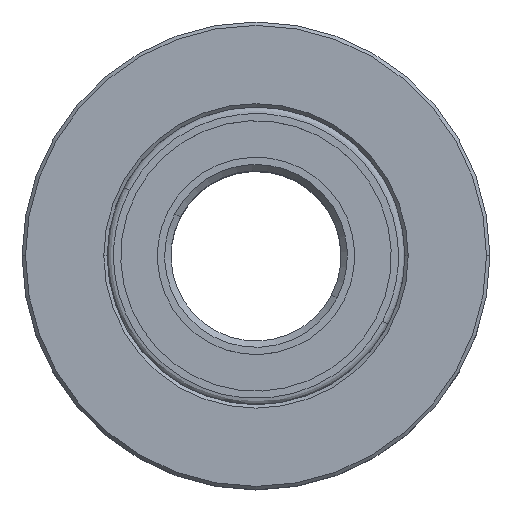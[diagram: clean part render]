
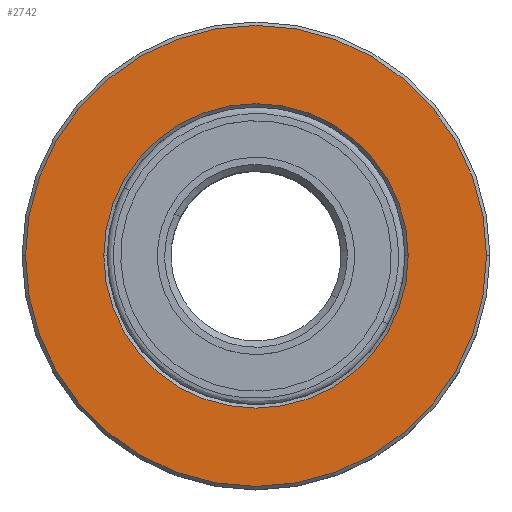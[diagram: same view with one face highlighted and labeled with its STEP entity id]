
A CAD part, top view. The second image highlights one B-rep face of the part: STEP entity #2742.
In plain terms, the highlighted planar face has unit normal (0, 0, 1).
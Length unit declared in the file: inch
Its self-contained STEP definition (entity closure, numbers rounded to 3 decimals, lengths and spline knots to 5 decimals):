
#2 = EDGE_LOOP ( 'NONE', ( #2402, #1292 ) ) ;
#17 = AXIS2_PLACEMENT_3D ( 'NONE', #1800, #1722, #636 ) ;
#56 = DIRECTION ( 'NONE',  ( 0., 0., 1. ) ) ;
#322 = CARTESIAN_POINT ( 'NONE',  ( 0., 0., 0.875 ) ) ;
#325 = FACE_OUTER_BOUND ( 'NONE', #2, .T. ) ;
#527 = CARTESIAN_POINT ( 'NONE',  ( -0.6775, 0., 0.875 ) ) ;
#530 = ORIENTED_EDGE ( 'NONE', *, *, #1973, .T. ) ;
#559 = DIRECTION ( 'NONE',  ( 1., 0., 0. ) ) ;
#636 = DIRECTION ( 'NONE',  ( 1., 0., 0. ) ) ;
#655 = CIRCLE ( 'NONE', #1687, 0.6775 ) ;
#665 = AXIS2_PLACEMENT_3D ( 'NONE', #322, #3254, #3516 ) ;
#679 = VERTEX_POINT ( 'NONE', #859 ) ;
#696 = EDGE_CURVE ( 'NONE', #3754, #679, #655, .T. ) ;
#769 = ORIENTED_EDGE ( 'NONE', *, *, #789, .T. ) ;
#789 = EDGE_CURVE ( 'NONE', #1581, #2331, #1025, .T. ) ;
#859 = CARTESIAN_POINT ( 'NONE',  ( 0.6775, 0., 0.875 ) ) ;
#935 = CARTESIAN_POINT ( 'NONE',  ( 0., 0., 0.875 ) ) ;
#1025 = CIRCLE ( 'NONE', #1509, 0.4475 ) ;
#1124 = FACE_BOUND ( 'NONE', #1402, .T. ) ;
#1292 = ORIENTED_EDGE ( 'NONE', *, *, #1537, .T. ) ;
#1402 = EDGE_LOOP ( 'NONE', ( #530, #769 ) ) ;
#1456 = AXIS2_PLACEMENT_3D ( 'NONE', #1796, #1755, #2956 ) ;
#1509 = AXIS2_PLACEMENT_3D ( 'NONE', #935, #2172, #1565 ) ;
#1517 = CIRCLE ( 'NONE', #665, 0.6775 ) ;
#1537 = EDGE_CURVE ( 'NONE', #679, #3754, #1517, .T. ) ;
#1565 = DIRECTION ( 'NONE',  ( 1., 0., 0. ) ) ;
#1581 = VERTEX_POINT ( 'NONE', #2329 ) ;
#1687 = AXIS2_PLACEMENT_3D ( 'NONE', #1719, #56, #559 ) ;
#1719 = CARTESIAN_POINT ( 'NONE',  ( 0., 0., 0.875 ) ) ;
#1722 = DIRECTION ( 'NONE',  ( 0., 0., 1. ) ) ;
#1755 = DIRECTION ( 'NONE',  ( 0., 0., -1. ) ) ;
#1796 = CARTESIAN_POINT ( 'NONE',  ( 0., 0., 0.875 ) ) ;
#1800 = CARTESIAN_POINT ( 'NONE',  ( 0., 0., 0.875 ) ) ;
#1973 = EDGE_CURVE ( 'NONE', #2331, #1581, #3652, .T. ) ;
#2172 = DIRECTION ( 'NONE',  ( 0., 0., -1. ) ) ;
#2288 = PLANE ( 'NONE',  #17 ) ;
#2329 = CARTESIAN_POINT ( 'NONE',  ( -0.4475, 0., 0.875 ) ) ;
#2331 = VERTEX_POINT ( 'NONE', #2390 ) ;
#2390 = CARTESIAN_POINT ( 'NONE',  ( 0.4475, 0., 0.875 ) ) ;
#2402 = ORIENTED_EDGE ( 'NONE', *, *, #696, .T. ) ;
#2742 = ADVANCED_FACE ( 'NONE', ( #325, #1124 ), #2288, .T. ) ;
#2956 = DIRECTION ( 'NONE',  ( 1., 0., 0. ) ) ;
#3254 = DIRECTION ( 'NONE',  ( 0., 0., 1. ) ) ;
#3516 = DIRECTION ( 'NONE',  ( 1., 0., 0. ) ) ;
#3652 = CIRCLE ( 'NONE', #1456, 0.4475 ) ;
#3754 = VERTEX_POINT ( 'NONE', #527 ) ;
